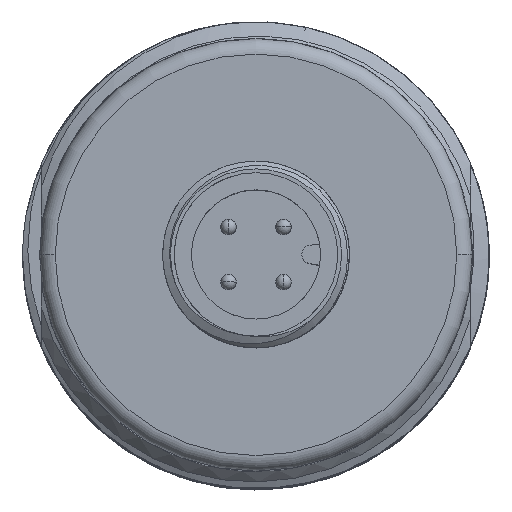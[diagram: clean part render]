
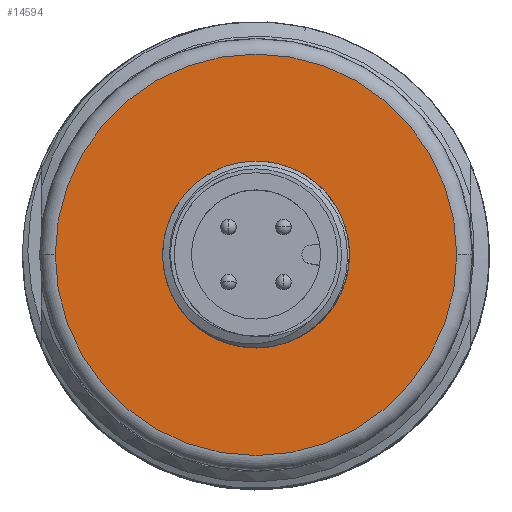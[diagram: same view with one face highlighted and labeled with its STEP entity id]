
A CAD part, top view. The second image highlights one B-rep face of the part: STEP entity #14594.
In plain terms, the highlighted planar face has unit normal (0, 0, 1).
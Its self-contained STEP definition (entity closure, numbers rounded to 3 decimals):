
#5789=CARTESIAN_POINT('',(0.,0.,65.5));
#5790=DIRECTION('',(0.,0.,1.));
#5791=DIRECTION('',(1.,0.,0.));
#5792=AXIS2_PLACEMENT_3D('',#5789,#5790,#5791);
#5794=CARTESIAN_POINT('',(0.,0.,65.5));
#5795=DIRECTION('',(0.,0.,1.));
#5796=DIRECTION('',(-1.,0.,0.));
#5797=AXIS2_PLACEMENT_3D('',#5794,#5795,#5796);
#5799=CARTESIAN_POINT('',(0.,0.,65.5));
#5800=DIRECTION('',(0.,0.,1.));
#5801=DIRECTION('',(0.,-1.,0.));
#5802=AXIS2_PLACEMENT_3D('',#5799,#5800,#5801);
#5804=CARTESIAN_POINT('',(0.,0.,65.5));
#5805=DIRECTION('',(0.,0.,1.));
#5806=DIRECTION('',(0.,1.,0.));
#5807=AXIS2_PLACEMENT_3D('',#5804,#5805,#5806);
#7421=CARTESIAN_POINT('',(12.9,0.,65.5));
#7422=CARTESIAN_POINT('',(-12.9,0.,65.5));
#7423=VERTEX_POINT('',#7421);
#7424=VERTEX_POINT('',#7422);
#7429=CARTESIAN_POINT('',(0.,-5.3,65.5));
#7430=CARTESIAN_POINT('',(0.,5.3,65.5));
#7431=VERTEX_POINT('',#7429);
#7432=VERTEX_POINT('',#7430);
#14578=CARTESIAN_POINT('',(0.,0.,65.5));
#14579=DIRECTION('',(0.,0.,1.));
#14580=DIRECTION('',(1.,0.,0.));
#14581=AXIS2_PLACEMENT_3D('',#14578,#14579,#14580);
#14582=PLANE('',#14581);
#14584=ORIENTED_EDGE('',*,*,#14583,.F.);
#14585=ORIENTED_EDGE('',*,*,#14568,.F.);
#14586=EDGE_LOOP('',(#14584,#14585));
#14587=FACE_OUTER_BOUND('',#14586,.F.);
#14589=ORIENTED_EDGE('',*,*,#14588,.T.);
#14591=ORIENTED_EDGE('',*,*,#14590,.T.);
#14592=EDGE_LOOP('',(#14589,#14591));
#14593=FACE_BOUND('',#14592,.F.);
#14594=ADVANCED_FACE('',(#14587,#14593),#14582,.T.);
#5793=CIRCLE('',#5792,12.9);
#5798=CIRCLE('',#5797,12.9);
#5803=CIRCLE('',#5802,5.3);
#5808=CIRCLE('',#5807,5.3);
#14568=EDGE_CURVE('',#7424,#7423,#5798,.T.);
#14583=EDGE_CURVE('',#7423,#7424,#5793,.T.);
#14588=EDGE_CURVE('',#7431,#7432,#5803,.T.);
#14590=EDGE_CURVE('',#7432,#7431,#5808,.T.);
